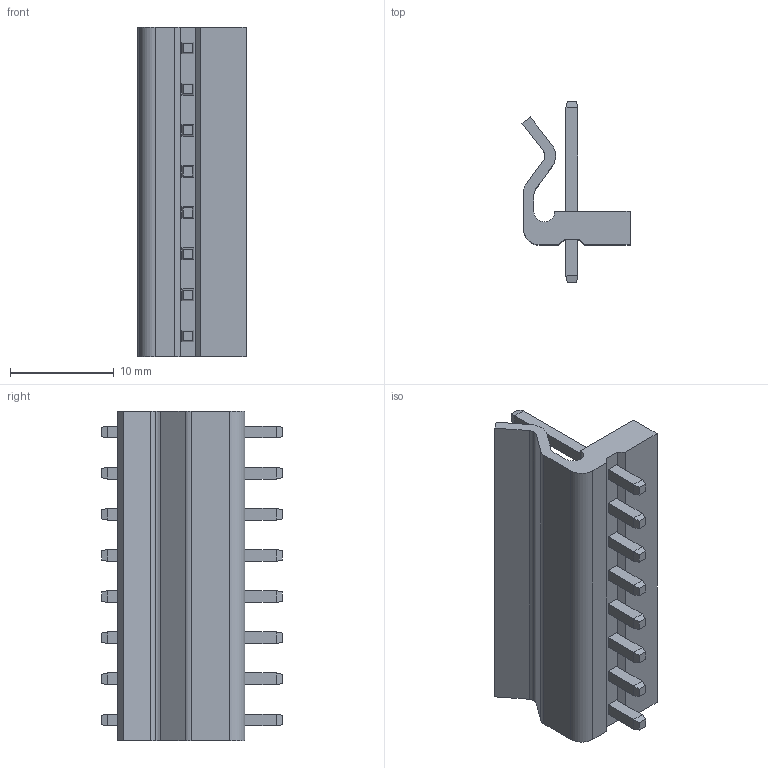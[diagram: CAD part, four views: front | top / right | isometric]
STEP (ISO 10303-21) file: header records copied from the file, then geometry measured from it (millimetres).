
FILE_DESCRIPTION (( 'STEP AP214' ), '1' );
FILE_NAME ('User Library-PWL-8.STEP', '2020-08-28T19:29:14', ( '' ), ( '' ), 'SwSTEP 2.0', 'SolidWorks 2020', '' );
FILE_SCHEMA (( 'AUTOMOTIVE_DESIGN' ));
Length unit declared in the file: millimetre
Products named in the file (1): User Library-PWL-8
Bounding box: 10.4 x 17.4 x 31.68 mm (x, y, z)
Volume: 1419.4 mm3; surface area: 2130.7 mm2
Topology: 1 solids, 1 shells, 168 faces, 386 edges, 236 vertices
Faces by surface type: plane 160, cylinder 8
Entity records: 6456 total; most frequent: CARTESIAN_POINT 791, ORIENTED_EDGE 772, DIRECTION 740, EDGE_CURVE 386, VECTOR 370, LINE 370, VERTEX_POINT 236, AXIS2_PLACEMENT_3D 185
